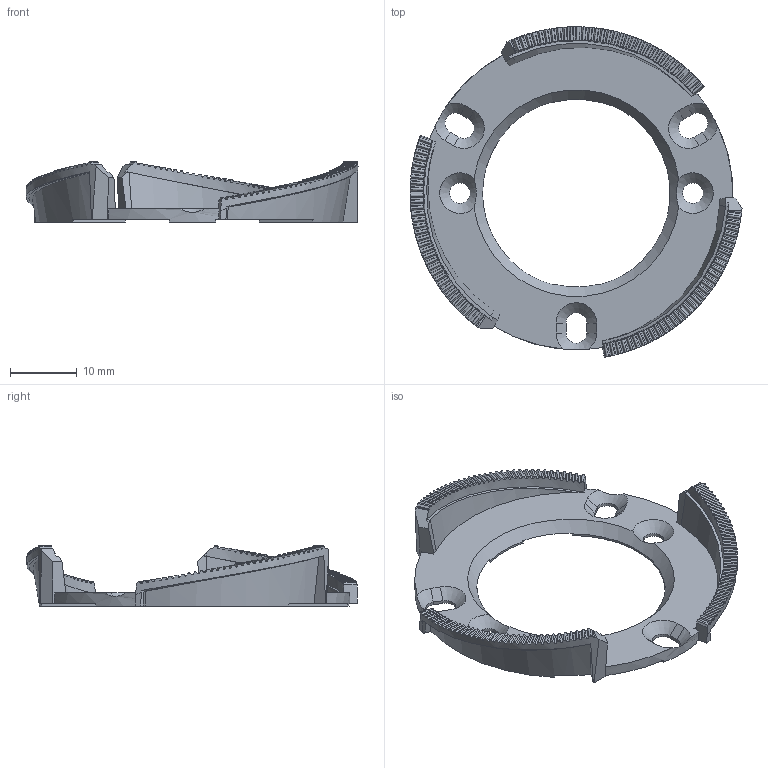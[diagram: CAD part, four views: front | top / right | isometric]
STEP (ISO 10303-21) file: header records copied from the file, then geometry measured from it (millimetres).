
FILE_DESCRIPTION(('STEP AP214'),'1');
FILE_NAME('Base zoom V1 B+W.stp','2017-10-25T06:11:05',(' '),(' '),'Spatial InterOp 3D',' ',' ');
FILE_SCHEMA(('AUTOMOTIVE_DESIGN { 1 0 10303 214 1 1 1 1 }'));
Length unit declared in the file: millimetre
Products named in the file (1): Base zoom V1 B+W
Bounding box: 49.86 x 49.62 x 9.05 mm (x, y, z)
Volume: 2444.4 mm3; surface area: 3716.2 mm2
Topology: 1 solids, 1 shells, 517 faces, 1550 edges, 1029 vertices
Faces by surface type: plane 251, cylinder 213, bspline 29, cone 15, extrusion 6, revolution 3
Full cylindrical faces by diameter (mm): 3.1 x2
Entity records: 24779 total; most frequent: CARTESIAN_POINT 8666, ORIENTED_EDGE 3080, DIRECTION 1616, EDGE_CURVE 1540, VERTEX_POINT 1024, B_SPLINE_CURVE_WITH_KNOTS 971, AXIS2_PLACEMENT_3D 552, EDGE_LOOP 528
